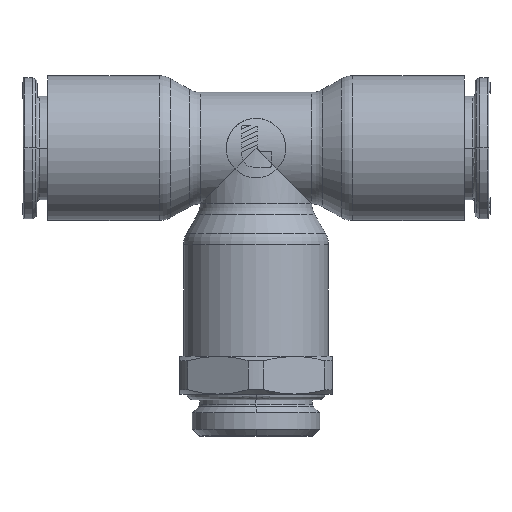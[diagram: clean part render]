
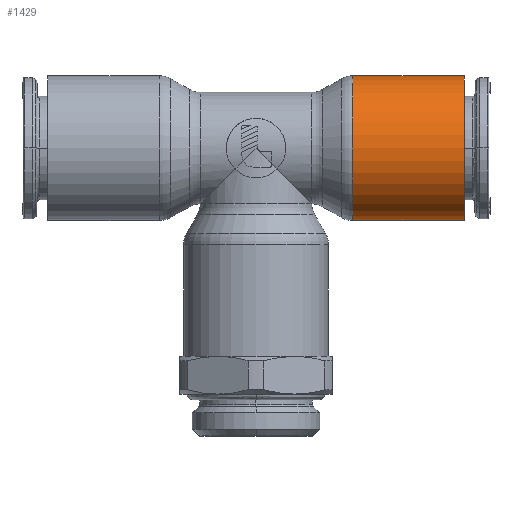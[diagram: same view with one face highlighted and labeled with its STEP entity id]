
A CAD part, top view. The second image highlights one B-rep face of the part: STEP entity #1429.
In plain terms, the highlighted cylindrical face has radius 9.49 mm (diameter 18.98 mm), a partial arc.
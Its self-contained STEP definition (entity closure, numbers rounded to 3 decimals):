
#1429=ADVANCED_FACE('',(#3993),#3994,.T.);
#3993=FACE_OUTER_BOUND('',#13920,.T.);
#3994=CYLINDRICAL_SURFACE('',#13921,9.49);
#13920=EDGE_LOOP('',(#22950,#22951,#22952,#22953));
#13921=AXIS2_PLACEMENT_3D('',#22954,#22955,#22956);
#22950=ORIENTED_EDGE('',*,*,#28190,.T.);
#22951=ORIENTED_EDGE('',*,*,#28191,.F.);
#22952=ORIENTED_EDGE('',*,*,#28192,.F.);
#22953=ORIENTED_EDGE('',*,*,#28193,.T.);
#22954=CARTESIAN_POINT('',(-30.041,0.0,0.0));
#22955=DIRECTION('',(-1.0,-0.0,0.0));
#22956=DIRECTION('',(0.0,-1.0,0.0));
#28190=EDGE_CURVE('',#33481,#33482,#33483,.T.);
#28191=EDGE_CURVE('',#33484,#33482,#33485,.T.);
#28192=EDGE_CURVE('',#33486,#33484,#33487,.T.);
#28193=EDGE_CURVE('',#33486,#33481,#33488,.T.);
#33481=VERTEX_POINT('',#45333);
#33482=VERTEX_POINT('',#45334);
#33483=CIRCLE('',#45335,9.49);
#33484=VERTEX_POINT('',#45336);
#33485=LINE('',#45337,#45338);
#33486=VERTEX_POINT('',#45339);
#33487=CIRCLE('',#45340,9.49);
#33488=LINE('',#45341,#45342);
#45333=CARTESIAN_POINT('',(12.664,9.49,0.0));
#45334=CARTESIAN_POINT('',(12.664,-9.49,0.0));
#45335=AXIS2_PLACEMENT_3D('',#51576,#51577,#51578);
#45336=CARTESIAN_POINT('',(27.31,-9.49,0.0));
#45337=CARTESIAN_POINT('',(27.31,-9.49,0.0));
#45338=VECTOR('',#51579,14.646);
#45339=CARTESIAN_POINT('',(27.31,9.49,0.0));
#45340=AXIS2_PLACEMENT_3D('',#51580,#51581,#51582);
#45341=CARTESIAN_POINT('',(27.31,9.49,0.0));
#45342=VECTOR('',#51583,14.646);
#51576=CARTESIAN_POINT('',(12.664,0.0,0.0));
#51577=DIRECTION('',(1.0,0.0,0.0));
#51578=DIRECTION('',(0.0,1.0,0.0));
#51579=DIRECTION('',(-1.0,0.0,0.0));
#51580=CARTESIAN_POINT('',(27.31,0.0,0.0));
#51581=DIRECTION('',(1.0,0.0,0.0));
#51582=DIRECTION('',(0.0,1.0,0.0));
#51583=DIRECTION('',(-1.0,0.0,0.0));
